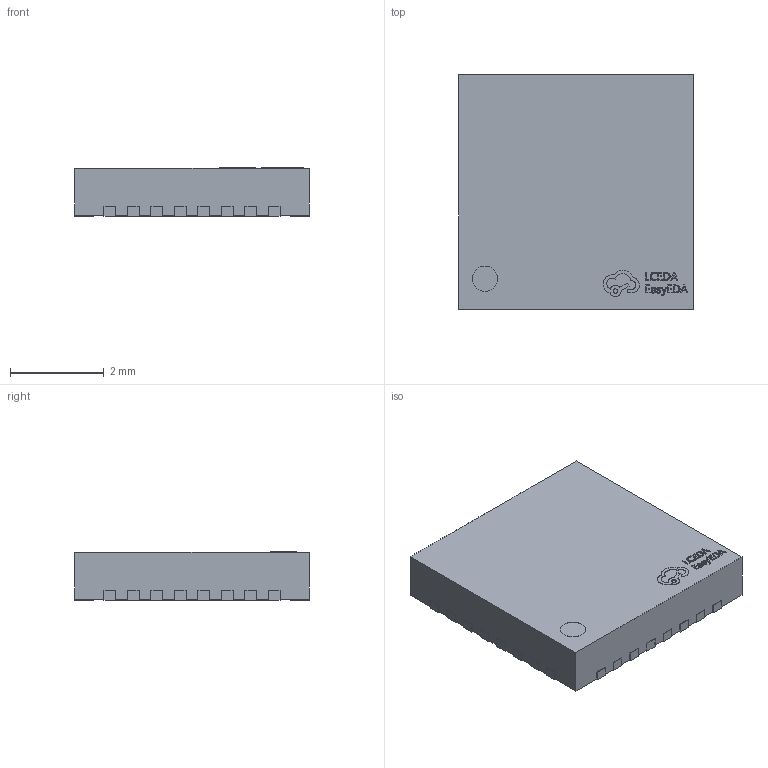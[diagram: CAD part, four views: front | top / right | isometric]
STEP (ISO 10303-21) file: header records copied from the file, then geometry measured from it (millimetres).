
FILE_DESCRIPTION (( 'STEP AP214' ), '1' );
FILE_NAME ('VQFN-32_L5.0-W5.0-P0.50-BL-EP3.4.STEP', '2022-07-04T05:22:42', ( 'PC' ), ( 'Microsoft' ), 'SwSTEP 2.0', 'SolidWorks 2020', '' );
FILE_SCHEMA (( 'AUTOMOTIVE_DESIGN' ));
Length unit declared in the file: millimetre
Products named in the file (1): VQFN-32_L5.0-W5.0-P0.50-BL-EP3.4
Bounding box: 5.02 x 5.02 x 1.03 mm (x, y, z)
Volume: 25.3 mm3; surface area: 71.5 mm2
Topology: 1 solids, 1 shells, 439 faces, 1248 edges, 832 vertices
Faces by surface type: plane 339, bspline 98, cylinder 2
Entity records: 19441 total; most frequent: CARTESIAN_POINT 3826, ORIENTED_EDGE 2496, DIRECTION 1736, EDGE_CURVE 1248, LINE 1044, VECTOR 1044, VERTEX_POINT 832, EDGE_LOOP 460
